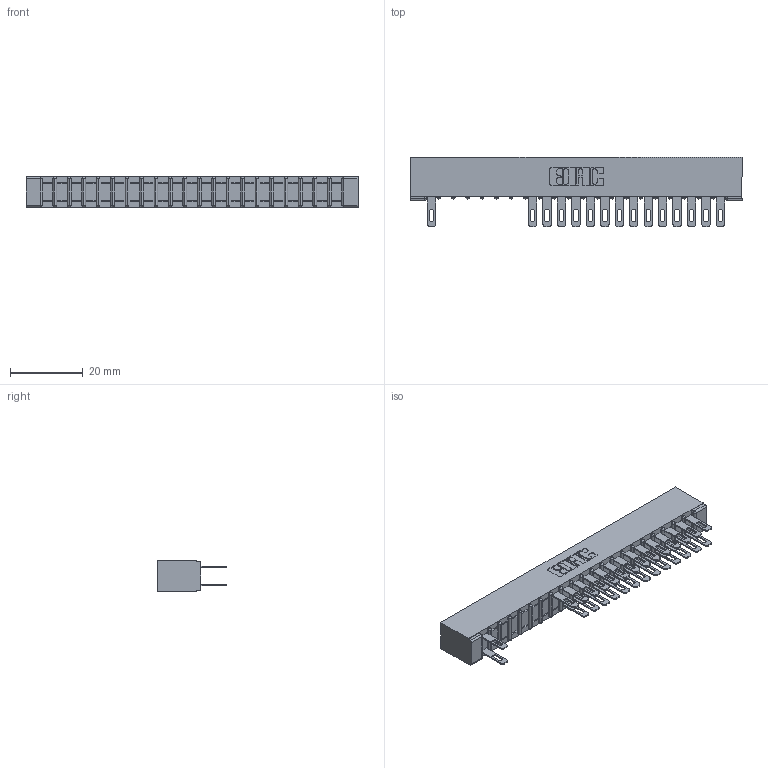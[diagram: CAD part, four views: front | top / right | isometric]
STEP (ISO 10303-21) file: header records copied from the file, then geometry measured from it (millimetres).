
FILE_DESCRIPTION (( 'STEP AP203' ), '1' );
FILE_NAME ('307-042-500-201.STEP', '2018-08-05T17:54:35', ( '' ), ( '' ), 'SwSTEP 2.0', 'SolidWorks 2016', '' );
FILE_SCHEMA (( 'CONFIG_CONTROL_DESIGN' ));
Length unit declared in the file: inch
Products named in the file (3): 307 Part_No Mounting Lugs; 307-290-001_500; 307-042-500-201
Assembly tree (30 placements, depth 2):
  307-042-500-201
    307 Part_No Mounting Lugs
    307-290-001_500  x29
Bounding box: 91.08 x 19.18 x 8.71 mm (x, y, z)
Volume: 6105.9 mm3; surface area: 10670 mm2
Topology: 30 solids, 30 shells, 1596 faces, 4485 edges, 2890 vertices
Faces by surface type: plane 1014, cylinder 538, sphere 44
Entity records: 20544 total; most frequent: CARTESIAN_POINT 3416, ORIENTED_EDGE 3394, DIRECTION 3343, EDGE_CURVE 1697, VECTOR 1293, LINE 1293, VERTEX_POINT 1098, AXIS2_PLACEMENT_3D 1025
